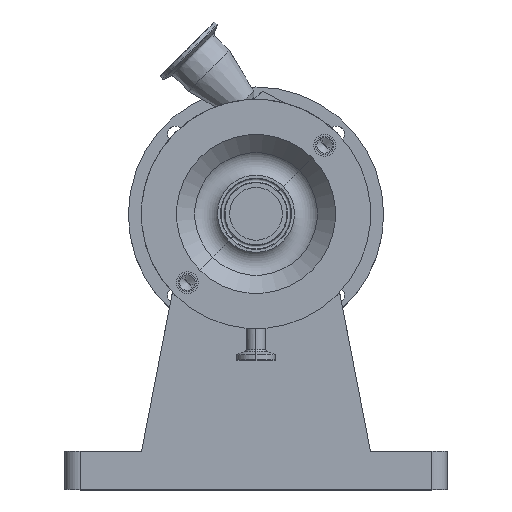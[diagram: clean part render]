
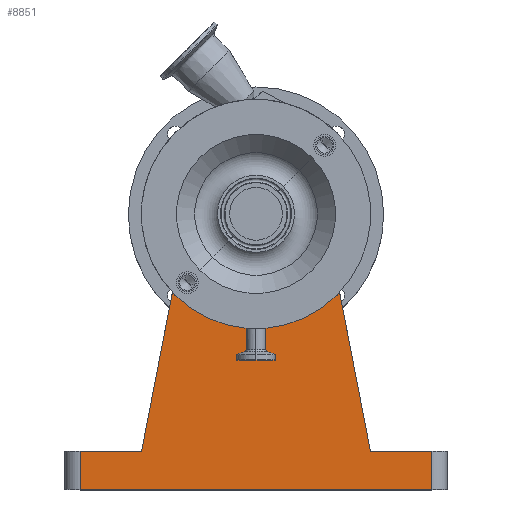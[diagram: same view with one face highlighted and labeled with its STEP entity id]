
A CAD part, top view. The second image highlights one B-rep face of the part: STEP entity #8851.
In plain terms, the highlighted planar face has unit normal (0, 0, 1).
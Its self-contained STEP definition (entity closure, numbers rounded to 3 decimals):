
#1105 = VERTEX_POINT ( 'NONE', #8087 ) ;
#2319 = VERTEX_POINT ( 'NONE', #8136 ) ;
#2604 = EDGE_CURVE ( 'NONE', #2319, #1105, #8114, .T. ) ;
#3166 = CARTESIAN_POINT ( 'NONE',  ( 115., -180., 125. ) ) ;
#3173 = CARTESIAN_POINT ( 'NONE',  ( -115., -180., 125. ) ) ;
#3189 = CARTESIAN_POINT ( 'NONE',  ( 115., -155., 125. ) ) ;
#3231 = CARTESIAN_POINT ( 'NONE',  ( -115., -155., 125. ) ) ;
#5041 = DIRECTION ( 'NONE',  ( 0., -1., 0. ) ) ;
#5042 = VECTOR ( 'NONE', #5041, 1000. ) ;
#5043 = CARTESIAN_POINT ( 'NONE',  ( -115., -155., 125. ) ) ;
#5044 = LINE ( 'NONE', #5043, #5042 ) ;
#5148 = CARTESIAN_POINT ( 'NONE',  ( -74.91, -155., 125. ) ) ;
#5213 = DIRECTION ( 'NONE',  ( -1., 0., 0. ) ) ;
#5214 = DIRECTION ( 'NONE',  ( 0., 0., -1. ) ) ;
#5215 = CARTESIAN_POINT ( 'NONE',  ( 125., -155., 125. ) ) ;
#5216 = AXIS2_PLACEMENT_3D ( 'NONE', #5215, #5214, #5213 ) ;
#5220 = FACE_OUTER_BOUND ( 'NONE', #8859, .T. ) ;
#5229 = PLANE ( 'NONE',  #5216 ) ;
#5236 = CARTESIAN_POINT ( 'NONE',  ( 74.91, -155., 125. ) ) ;
#5262 = DIRECTION ( 'NONE',  ( 1., 0., 0. ) ) ;
#5263 = VECTOR ( 'NONE', #5262, 1000. ) ;
#5264 = CARTESIAN_POINT ( 'NONE',  ( 125., -155., 125. ) ) ;
#5269 = LINE ( 'NONE', #5264, #5263 ) ;
#5281 = DIRECTION ( 'NONE',  ( 1., 0., 0. ) ) ;
#5282 = VECTOR ( 'NONE', #5281, 1000. ) ;
#5303 = CARTESIAN_POINT ( 'NONE',  ( 125., -155., 125. ) ) ;
#5304 = LINE ( 'NONE', #5303, #5282 ) ;
#5307 = DIRECTION ( 'NONE',  ( -0.191, 0.982, 0. ) ) ;
#5308 = VECTOR ( 'NONE', #5307, 1000. ) ;
#5309 = CARTESIAN_POINT ( 'NONE',  ( 74.91, -155., 125. ) ) ;
#5310 = LINE ( 'NONE', #5309, #5308 ) ;
#5318 = DIRECTION ( 'NONE',  ( -0.191, -0.982, 0. ) ) ;
#5319 = VECTOR ( 'NONE', #5318, 1000. ) ;
#5320 = CARTESIAN_POINT ( 'NONE',  ( -47.697, -15., 125. ) ) ;
#5321 = LINE ( 'NONE', #5320, #5319 ) ;
#5352 = DIRECTION ( 'NONE',  ( 0., 1., 0. ) ) ;
#5353 = VECTOR ( 'NONE', #5352, 1000. ) ;
#5354 = CARTESIAN_POINT ( 'NONE',  ( 115., -155., 125. ) ) ;
#5355 = LINE ( 'NONE', #5354, #5353 ) ;
#5359 = DIRECTION ( 'NONE',  ( 1., 0., 0. ) ) ;
#5360 = VECTOR ( 'NONE', #5359, 1000. ) ;
#5361 = CARTESIAN_POINT ( 'NONE',  ( 125., -180., 125. ) ) ;
#5362 = LINE ( 'NONE', #5361, #5360 ) ;
#8087 = CARTESIAN_POINT ( 'NONE',  ( -47.697, -15., 125. ) ) ;
#8106 = CARTESIAN_POINT ( 'NONE',  ( 0., 0., 125. ) ) ;
#8114 = CIRCLE ( 'NONE', #8169, 50. ) ;
#8136 = CARTESIAN_POINT ( 'NONE',  ( 47.697, -15., 125. ) ) ;
#8167 = DIRECTION ( 'NONE',  ( 1., 0., 0. ) ) ;
#8168 = DIRECTION ( 'NONE',  ( 0., 0., -1. ) ) ;
#8169 = AXIS2_PLACEMENT_3D ( 'NONE', #8106, #8168, #8167 ) ;
#8655 = EDGE_CURVE ( 'NONE', #9578, #9559, #5044, .T. ) ;
#8795 = VERTEX_POINT ( 'NONE', #5148 ) ;
#8835 = VERTEX_POINT ( 'NONE', #5236 ) ;
#8851 = ADVANCED_FACE ( 'NONE', ( #5220 ), #5229, .F. ) ;
#8858 = EDGE_CURVE ( 'NONE', #8835, #9591, #5269, .T. ) ;
#8859 = EDGE_LOOP ( 'NONE', ( #8893, #8896, #8895, #8892, #8894, #8897, #8904, #8902 ) ) ;
#8882 = EDGE_CURVE ( 'NONE', #9578, #8795, #5304, .T. ) ;
#8892 = ORIENTED_EDGE ( 'NONE', *, *, #8918, .T. ) ;
#8893 = ORIENTED_EDGE ( 'NONE', *, *, #8882, .F. ) ;
#8894 = ORIENTED_EDGE ( 'NONE', *, *, #8858, .F. ) ;
#8895 = ORIENTED_EDGE ( 'NONE', *, *, #8916, .T. ) ;
#8896 = ORIENTED_EDGE ( 'NONE', *, *, #8655, .T. ) ;
#8897 = ORIENTED_EDGE ( 'NONE', *, *, #8910, .T. ) ;
#8902 = ORIENTED_EDGE ( 'NONE', *, *, #8903, .T. ) ;
#8903 = EDGE_CURVE ( 'NONE', #1105, #8795, #5321, .T. ) ;
#8904 = ORIENTED_EDGE ( 'NONE', *, *, #2604, .T. ) ;
#8910 = EDGE_CURVE ( 'NONE', #8835, #2319, #5310, .T. ) ;
#8916 = EDGE_CURVE ( 'NONE', #9559, #9567, #5362, .T. ) ;
#8918 = EDGE_CURVE ( 'NONE', #9567, #9591, #5355, .T. ) ;
#9559 = VERTEX_POINT ( 'NONE', #3173 ) ;
#9567 = VERTEX_POINT ( 'NONE', #3166 ) ;
#9578 = VERTEX_POINT ( 'NONE', #3231 ) ;
#9591 = VERTEX_POINT ( 'NONE', #3189 ) ;
